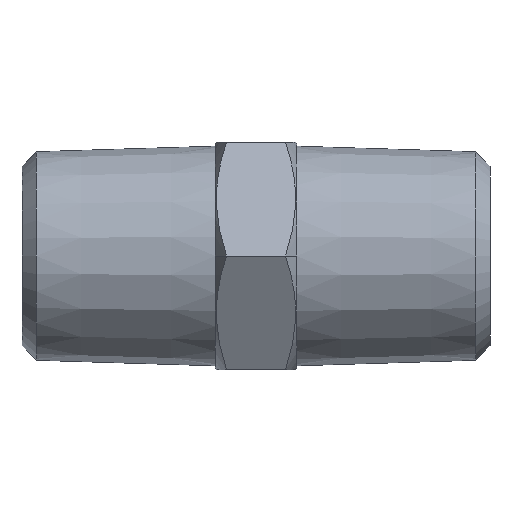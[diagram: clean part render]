
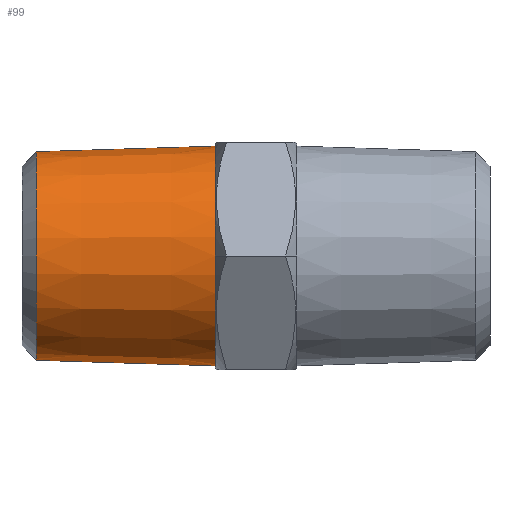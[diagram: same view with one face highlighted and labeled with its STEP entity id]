
A CAD part, left-side view. The second image highlights one B-rep face of the part: STEP entity #99.
In plain terms, the highlighted conical face has half-angle 1.78 degrees and reference radius 6.588 mm.
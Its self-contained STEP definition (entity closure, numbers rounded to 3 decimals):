
#99=ADVANCED_FACE('',(#198),#199,.T.);
#198=FACE_OUTER_BOUND('',#293,.T.);
#199=CONICAL_SURFACE('',#294,6.588,0.031);
#293=EDGE_LOOP('',(#504,#505,#506,#507));
#294=AXIS2_PLACEMENT_3D('',#508,#509,#510);
#504=ORIENTED_EDGE('',*,*,#633,.F.);
#505=ORIENTED_EDGE('',*,*,#637,.F.);
#506=ORIENTED_EDGE('',*,*,#634,.F.);
#507=ORIENTED_EDGE('',*,*,#626,.T.);
#508=CARTESIAN_POINT('',(0.0,10.508,0.0));
#509=DIRECTION('',(-0.0,-1.0,0.0));
#510=DIRECTION('',(0.0,0.0,1.0));
#626=EDGE_CURVE('',#761,#760,#763,.T.);
#633=EDGE_CURVE('',#694,#760,#770,.T.);
#634=EDGE_CURVE('',#761,#696,#771,.T.);
#637=EDGE_CURVE('',#696,#694,#774,.T.);
#694=VERTEX_POINT('',#864);
#696=VERTEX_POINT('',#867);
#760=VERTEX_POINT('',#1016);
#761=VERTEX_POINT('',#1017);
#763=CIRCLE('',#1019,6.759);
#770=LINE('',#1028,#1029);
#771=LINE('',#1030,#1031);
#774=CIRCLE('',#1034,6.416);
#864=CARTESIAN_POINT('',(0.,16.017,6.416));
#867=CARTESIAN_POINT('',(0.0,16.017,-6.416));
#1016=CARTESIAN_POINT('',(0.0,5.0,6.759));
#1017=CARTESIAN_POINT('',(0.,5.0,-6.759));
#1019=AXIS2_PLACEMENT_3D('',#1147,#1148,#1149);
#1028=CARTESIAN_POINT('',(0.,10.508,6.588));
#1029=VECTOR('',#1152,1.0);
#1030=CARTESIAN_POINT('',(0.,10.508,-6.588));
#1031=VECTOR('',#1153,1.0);
#1034=AXIS2_PLACEMENT_3D('',#1157,#1158,#1159);
#1147=CARTESIAN_POINT('',(0.0,5.0,0.0));
#1148=DIRECTION('',(0.0,1.0,0.0));
#1149=DIRECTION('',(0.0,0.0,1.0));
#1152=DIRECTION('',(0.,-1.,0.031));
#1153=DIRECTION('',(0.,1.,0.031));
#1157=CARTESIAN_POINT('',(0.0,16.017,0.0));
#1158=DIRECTION('',(0.0,1.0,0.0));
#1159=DIRECTION('',(0.0,0.0,1.0));
